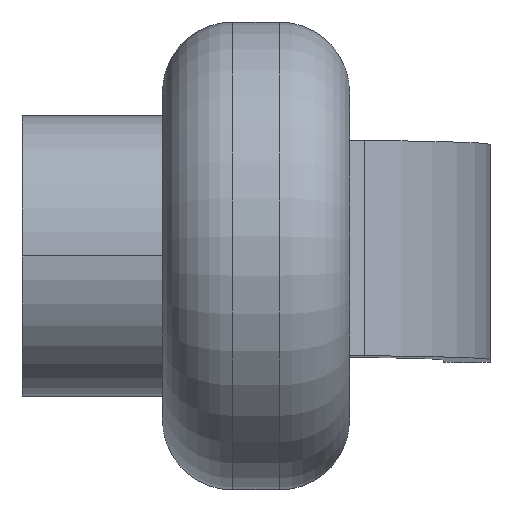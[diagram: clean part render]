
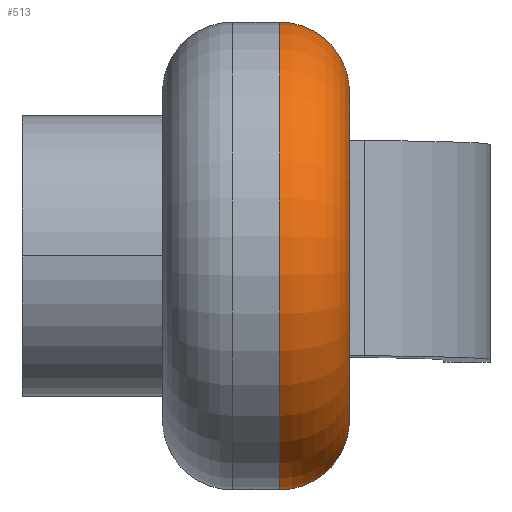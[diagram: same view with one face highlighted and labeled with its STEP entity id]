
A CAD part, front view. The second image highlights one B-rep face of the part: STEP entity #513.
In plain terms, the highlighted toroidal (fillet/blend) face has major radius 17.5 mm and minor radius 7.5 mm.
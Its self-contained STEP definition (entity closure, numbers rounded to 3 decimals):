
#78 = AXIS2_PLACEMENT_3D ( 'NONE', #153, #402, #867 ) ;
#102 = EDGE_CURVE ( 'NONE', #1354, #688, #240, .T. ) ;
#143 = CARTESIAN_POINT ( 'NONE',  ( 12.5, 0., 0. ) ) ;
#153 = CARTESIAN_POINT ( 'NONE',  ( 12.5, 0.292, 17.498 ) ) ;
#189 = AXIS2_PLACEMENT_3D ( 'NONE', #143, #821, #685 ) ;
#205 = CARTESIAN_POINT ( 'NONE',  ( 12.5, 0.417, -24.997 ) ) ;
#207 = CARTESIAN_POINT ( 'NONE',  ( 20., 0., 0. ) ) ;
#224 = CARTESIAN_POINT ( 'NONE',  ( 12.5, 0.292, -17.498 ) ) ;
#240 = CIRCLE ( 'NONE', #724, 17.5 ) ;
#243 = CARTESIAN_POINT ( 'NONE',  ( 20., 0.292, 17.498 ) ) ;
#281 = CIRCLE ( 'NONE', #78, 7.5 ) ;
#309 = CIRCLE ( 'NONE', #438, 7.5 ) ;
#337 = TOROIDAL_SURFACE ( 'NONE', #1333, 17.5, 7.5 ) ;
#360 = FACE_OUTER_BOUND ( 'NONE', #381, .T. ) ;
#381 = EDGE_LOOP ( 'NONE', ( #716, #779, #694, #607 ) ) ;
#391 = DIRECTION ( 'NONE',  ( 0., 0.017, 1. ) ) ;
#402 = DIRECTION ( 'NONE',  ( 0., -1., 0.017 ) ) ;
#426 = DIRECTION ( 'NONE',  ( 0., 1., 0. ) ) ;
#438 = AXIS2_PLACEMENT_3D ( 'NONE', #224, #679, #647 ) ;
#472 = EDGE_CURVE ( 'NONE', #1095, #1259, #1094, .T. ) ;
#513 = ADVANCED_FACE ( 'NONE', ( #360 ), #337, .T. ) ;
#535 = EDGE_CURVE ( 'NONE', #1354, #1095, #281, .T. ) ;
#607 = ORIENTED_EDGE ( 'NONE', *, *, #102, .F. ) ;
#647 = DIRECTION ( 'NONE',  ( 1., 0., 0. ) ) ;
#679 = DIRECTION ( 'NONE',  ( 0., 1., 0.017 ) ) ;
#685 = DIRECTION ( 'NONE',  ( 0., 1., 0. ) ) ;
#688 = VERTEX_POINT ( 'NONE', #1007 ) ;
#694 = ORIENTED_EDGE ( 'NONE', *, *, #1203, .F. ) ;
#716 = ORIENTED_EDGE ( 'NONE', *, *, #535, .T. ) ;
#724 = AXIS2_PLACEMENT_3D ( 'NONE', #207, #1408, #426 ) ;
#779 = ORIENTED_EDGE ( 'NONE', *, *, #472, .T. ) ;
#821 = DIRECTION ( 'NONE',  ( 1., 0., 0. ) ) ;
#860 = DIRECTION ( 'NONE',  ( 1., 0., 0. ) ) ;
#867 = DIRECTION ( 'NONE',  ( 1., 0., 0. ) ) ;
#1007 = CARTESIAN_POINT ( 'NONE',  ( 20., 0.292, -17.498 ) ) ;
#1094 = CIRCLE ( 'NONE', #189, 25. ) ;
#1095 = VERTEX_POINT ( 'NONE', #1125 ) ;
#1125 = CARTESIAN_POINT ( 'NONE',  ( 12.5, 0.417, 24.997 ) ) ;
#1203 = EDGE_CURVE ( 'NONE', #688, #1259, #309, .T. ) ;
#1259 = VERTEX_POINT ( 'NONE', #205 ) ;
#1263 = CARTESIAN_POINT ( 'NONE',  ( 12.5, 0., 0. ) ) ;
#1333 = AXIS2_PLACEMENT_3D ( 'NONE', #1263, #860, #391 ) ;
#1354 = VERTEX_POINT ( 'NONE', #243 ) ;
#1408 = DIRECTION ( 'NONE',  ( 1., 0., 0. ) ) ;
